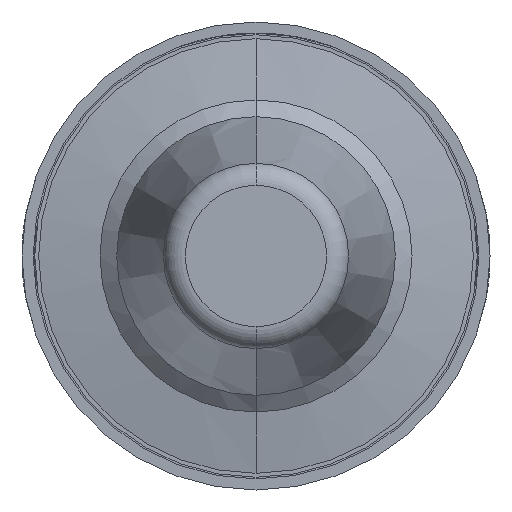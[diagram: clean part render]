
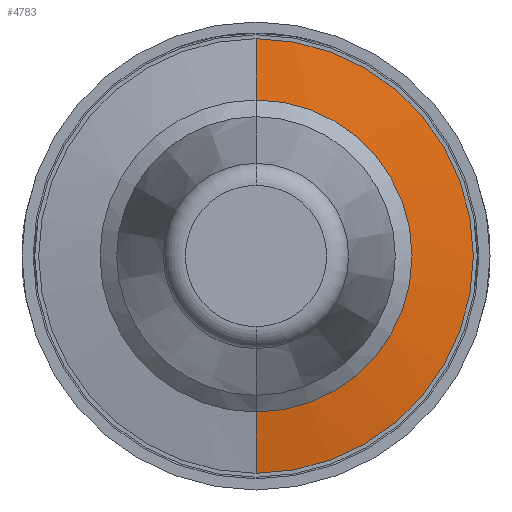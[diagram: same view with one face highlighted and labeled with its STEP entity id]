
A CAD part, front view. The second image highlights one B-rep face of the part: STEP entity #4783.
In plain terms, the highlighted conical face has half-angle 80.134 degrees and reference radius 0.8 mm.
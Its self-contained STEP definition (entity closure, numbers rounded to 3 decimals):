
#234 = DIRECTION ( 'NONE',  ( 0., 1., 0. ) ) ;
#392 = CARTESIAN_POINT ( 'NONE',  ( 0., -29.7, -1.95 ) ) ;
#463 = AXIS2_PLACEMENT_3D ( 'NONE', #1945, #4562, #3543 ) ;
#496 = ORIENTED_EDGE ( 'NONE', *, *, #1630, .T. ) ;
#602 = EDGE_CURVE ( 'NONE', #3262, #4146, #2936, .T. ) ;
#632 = CARTESIAN_POINT ( 'NONE',  ( 0., -29.886, -0.883 ) ) ;
#869 = AXIS2_PLACEMENT_3D ( 'NONE', #5352, #234, #3748 ) ;
#1179 = DIRECTION ( 'NONE',  ( 0., 1., 0. ) ) ;
#1630 = EDGE_CURVE ( 'Defeature ausgef�hrt1_20+Defeature ausgef�hrt1_24+Defeature ausgef�hrt1_24+Defeature ausgef�hrt1_24', #3262, #4230, #3641, .T. ) ;
#1675 = CARTESIAN_POINT ( 'NONE',  ( 0., -29.886, 0.883 ) ) ;
#1945 = CARTESIAN_POINT ( 'NONE',  ( 0., -29.9, 0. ) ) ;
#2126 = DIRECTION ( 'NONE',  ( 0., 0.171, 0.985 ) ) ;
#2212 = ORIENTED_EDGE ( 'NONE', *, *, #602, .F. ) ;
#2508 = ORIENTED_EDGE ( 'NONE', *, *, #3763, .F. ) ;
#2652 = CARTESIAN_POINT ( 'NONE',  ( 0., -29.9, 0.8 ) ) ;
#2686 = CARTESIAN_POINT ( 'NONE',  ( 0., -29.7, 0. ) ) ;
#2936 = LINE ( 'NONE', #2652, #3239 ) ;
#3239 = VECTOR ( 'NONE', #2126, 1000. ) ;
#3262 = VERTEX_POINT ( 'NONE', #1675 ) ;
#3318 = LINE ( 'NONE', #3991, #6320 ) ;
#3335 = CONICAL_SURFACE ( 'NONE', #463, 0.8, 1.399 ) ;
#3370 = AXIS2_PLACEMENT_3D ( 'NONE', #2686, #1179, #4735 ) ;
#3543 = DIRECTION ( 'NONE',  ( 0., 0., 1. ) ) ;
#3641 = CIRCLE ( 'NONE', #869, 0.883 ) ;
#3748 = DIRECTION ( 'NONE',  ( 0., 0., 1. ) ) ;
#3763 = EDGE_CURVE ( 'Defeature ausgef�hrt1_21+Defeature ausgef�hrt1_20+Defeature ausgef�hrt1_20+Defeature ausgef�hrt1_20', #4146, #4743, #4369, .T. ) ;
#3991 = CARTESIAN_POINT ( 'NONE',  ( 0., -29.9, -0.8 ) ) ;
#4076 = CARTESIAN_POINT ( 'NONE',  ( 0., -29.7, 1.95 ) ) ;
#4146 = VERTEX_POINT ( 'NONE', #4076 ) ;
#4230 = VERTEX_POINT ( 'NONE', #632 ) ;
#4286 = EDGE_LOOP ( 'NONE', ( #496, #4401, #2508, #2212 ) ) ;
#4369 = CIRCLE ( 'NONE', #3370, 1.95 ) ;
#4401 = ORIENTED_EDGE ( 'NONE', *, *, #6068, .T. ) ;
#4415 = DIRECTION ( 'NONE',  ( 0., 0.171, -0.985 ) ) ;
#4562 = DIRECTION ( 'NONE',  ( 0., 1., 0. ) ) ;
#4735 = DIRECTION ( 'NONE',  ( 0., 0., 1. ) ) ;
#4743 = VERTEX_POINT ( 'NONE', #392 ) ;
#4783 = ADVANCED_FACE ( 'Defeature ausgef�hrt1_20', ( #5790 ), #3335, .T. ) ;
#5352 = CARTESIAN_POINT ( 'NONE',  ( 0., -29.886, 0. ) ) ;
#5790 = FACE_OUTER_BOUND ( 'NONE', #4286, .T. ) ;
#6068 = EDGE_CURVE ( 'NONE', #4230, #4743, #3318, .T. ) ;
#6320 = VECTOR ( 'NONE', #4415, 1000. ) ;
